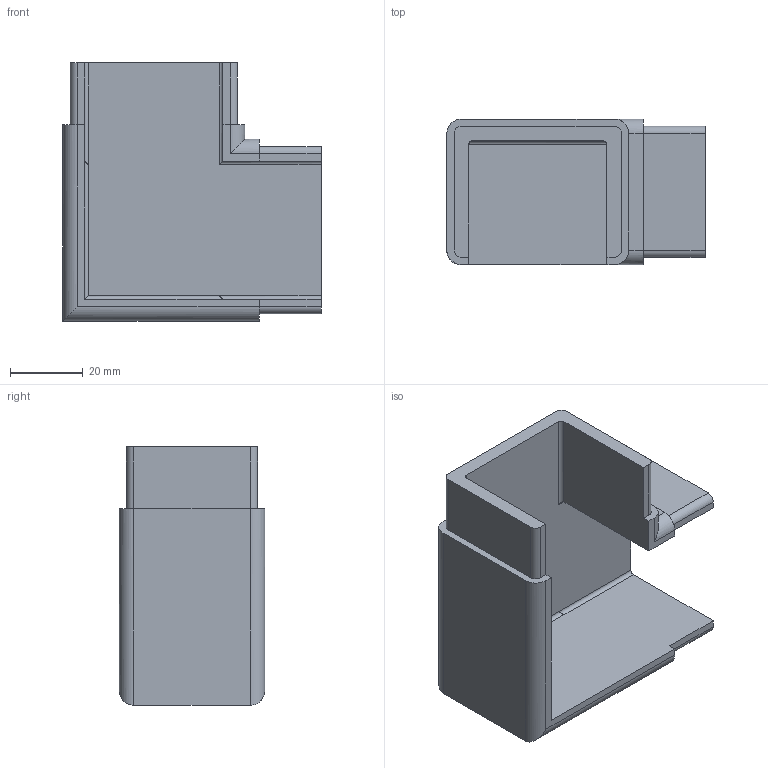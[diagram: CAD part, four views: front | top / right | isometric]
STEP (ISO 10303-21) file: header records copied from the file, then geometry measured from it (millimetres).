
FILE_DESCRIPTION (( 'STEP AP214' ), '1' );
FILE_NAME ('AL_6313-540.STEP', '2022-02-09T13:11:11', ( '' ), ( '' ), 'SwSTEP 2.0', 'SolidWorks 2019', '' );
FILE_SCHEMA (( 'AUTOMOTIVE_DESIGN' ));
Length unit declared in the file: millimetre
Products named in the file (1): AL_6313-540
Bounding box: 71 x 40 x 71 mm (x, y, z)
Volume: 55150.1 mm3; surface area: 22931.4 mm2
Topology: 1 solids, 1 shells, 48 faces, 132 edges, 86 vertices
Faces by surface type: plane 26, cylinder 22
Entity records: 1550 total; most frequent: CARTESIAN_POINT 291, ORIENTED_EDGE 264, DIRECTION 250, EDGE_CURVE 132, VECTOR 96, LINE 96, VERTEX_POINT 86, AXIS2_PLACEMENT_3D 77
